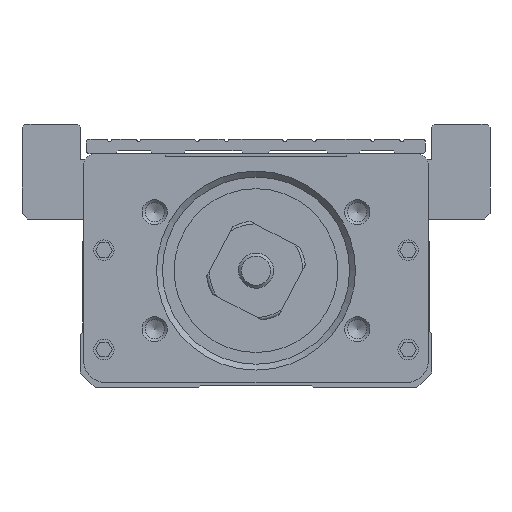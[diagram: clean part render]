
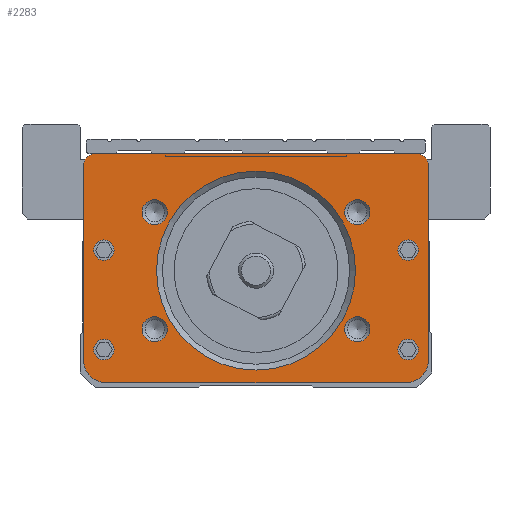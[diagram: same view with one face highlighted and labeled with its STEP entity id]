
A CAD part, front view. The second image highlights one B-rep face of the part: STEP entity #2283.
In plain terms, the highlighted face is planar.
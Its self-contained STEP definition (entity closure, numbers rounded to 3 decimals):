
#622=FACE_BOUND('',#5231,.T.);
#623=FACE_BOUND('',#5232,.T.);
#624=FACE_BOUND('',#5233,.T.);
#625=FACE_BOUND('',#5234,.T.);
#626=FACE_BOUND('',#5235,.T.);
#627=FACE_BOUND('',#5236,.T.);
#628=FACE_BOUND('',#5237,.T.);
#629=FACE_BOUND('',#5238,.T.);
#630=FACE_BOUND('',#5239,.T.);
#631=FACE_BOUND('',#5240,.T.);
#1514=CIRCLE('',#21297,4.);
#1516=CIRCLE('',#21301,4.);
#1527=CIRCLE('',#21325,2.);
#1528=CIRCLE('',#21327,2.);
#1530=CIRCLE('',#21331,2.15);
#1531=CIRCLE('',#21332,2.15);
#1532=CIRCLE('',#21333,2.15);
#1533=CIRCLE('',#21334,2.15);
#1534=CIRCLE('',#21335,17.);
#1535=CIRCLE('',#21336,1.75);
#1536=CIRCLE('',#21337,1.75);
#1537=CIRCLE('',#21338,1.75);
#1538=CIRCLE('',#21339,1.75);
#2283=ADVANCED_FACE('',(#622,#623,#624,#625,#626,#627,#628,#629,#630,#631),
#3440,.F.);
#3440=PLANE('',#21340);
#5231=EDGE_LOOP('',(#7380));
#5232=EDGE_LOOP('',(#7381));
#5233=EDGE_LOOP('',(#7382));
#5234=EDGE_LOOP('',(#7383));
#5235=EDGE_LOOP('',(#7384));
#5236=EDGE_LOOP('',(#7385));
#5237=EDGE_LOOP('',(#7386));
#5238=EDGE_LOOP('',(#7387));
#5239=EDGE_LOOP('',(#7388));
#5240=EDGE_LOOP('',(#7389,#7390,#7391,#7392,#7393,#7394,#7395,#7396));
#7380=ORIENTED_EDGE('',*,*,#14739,.T.);
#7381=ORIENTED_EDGE('',*,*,#14740,.T.);
#7382=ORIENTED_EDGE('',*,*,#14741,.T.);
#7383=ORIENTED_EDGE('',*,*,#14742,.T.);
#7384=ORIENTED_EDGE('',*,*,#14743,.T.);
#7385=ORIENTED_EDGE('',*,*,#14744,.T.);
#7386=ORIENTED_EDGE('',*,*,#14745,.T.);
#7387=ORIENTED_EDGE('',*,*,#14746,.T.);
#7388=ORIENTED_EDGE('',*,*,#14747,.T.);
#7389=ORIENTED_EDGE('',*,*,#14722,.F.);
#7390=ORIENTED_EDGE('',*,*,#14676,.F.);
#7391=ORIENTED_EDGE('',*,*,#14697,.F.);
#7392=ORIENTED_EDGE('',*,*,#14737,.F.);
#7393=ORIENTED_EDGE('',*,*,#14632,.F.);
#7394=ORIENTED_EDGE('',*,*,#14736,.F.);
#7395=ORIENTED_EDGE('',*,*,#14695,.F.);
#7396=ORIENTED_EDGE('',*,*,#14684,.F.);
#12591=VERTEX_POINT('',#29885);
#12592=VERTEX_POINT('',#29887);
#12632=VERTEX_POINT('',#29973);
#12633=VERTEX_POINT('',#29975);
#12640=VERTEX_POINT('',#29991);
#12641=VERTEX_POINT('',#29993);
#12646=VERTEX_POINT('',#30006);
#12650=VERTEX_POINT('',#30017);
#12675=VERTEX_POINT('',#30098);
#12676=VERTEX_POINT('',#30100);
#12677=VERTEX_POINT('',#30102);
#12678=VERTEX_POINT('',#30104);
#12679=VERTEX_POINT('',#30106);
#12680=VERTEX_POINT('',#30108);
#12681=VERTEX_POINT('',#30110);
#12682=VERTEX_POINT('',#30112);
#12683=VERTEX_POINT('',#30114);
#14632=EDGE_CURVE('',#12591,#12592,#17356,.T.);
#14676=EDGE_CURVE('',#12632,#12633,#1514,.T.);
#14684=EDGE_CURVE('',#12640,#12641,#1516,.T.);
#14695=EDGE_CURVE('',#12641,#12646,#17402,.T.);
#14697=EDGE_CURVE('',#12650,#12632,#17404,.T.);
#14722=EDGE_CURVE('',#12633,#12640,#17424,.T.);
#14736=EDGE_CURVE('',#12646,#12591,#1527,.T.);
#14737=EDGE_CURVE('',#12592,#12650,#1528,.T.);
#14739=EDGE_CURVE('',#12675,#12675,#1530,.T.);
#14740=EDGE_CURVE('',#12676,#12676,#1531,.T.);
#14741=EDGE_CURVE('',#12677,#12677,#1532,.T.);
#14742=EDGE_CURVE('',#12678,#12678,#1533,.T.);
#14743=EDGE_CURVE('',#12679,#12679,#1534,.T.);
#14744=EDGE_CURVE('',#12680,#12680,#1535,.T.);
#14745=EDGE_CURVE('',#12681,#12681,#1536,.T.);
#14746=EDGE_CURVE('',#12682,#12682,#1537,.T.);
#14747=EDGE_CURVE('',#12683,#12683,#1538,.T.);
#17356=LINE('',#29886,#19343);
#17402=LINE('',#30014,#19389);
#17404=LINE('',#30018,#19391);
#17424=LINE('',#30068,#19411);
#19343=VECTOR('',#23690,1.);
#19389=VECTOR('',#23784,1.);
#19391=VECTOR('',#23788,1.);
#19411=VECTOR('',#23834,1.);
#21297=AXIS2_PLACEMENT_3D('',#29974,#23754,#23755);
#21301=AXIS2_PLACEMENT_3D('',#29992,#23768,#23769);
#21325=AXIS2_PLACEMENT_3D('',#30091,#23857,#23858);
#21327=AXIS2_PLACEMENT_3D('',#30093,#23861,#23862);
#21331=AXIS2_PLACEMENT_3D('',#30097,#23869,#23870);
#21332=AXIS2_PLACEMENT_3D('',#30099,#23871,#23872);
#21333=AXIS2_PLACEMENT_3D('',#30101,#23873,#23874);
#21334=AXIS2_PLACEMENT_3D('',#30103,#23875,#23876);
#21335=AXIS2_PLACEMENT_3D('',#30105,#23877,#23878);
#21336=AXIS2_PLACEMENT_3D('',#30107,#23879,#23880);
#21337=AXIS2_PLACEMENT_3D('',#30109,#23881,#23882);
#21338=AXIS2_PLACEMENT_3D('',#30111,#23883,#23884);
#21339=AXIS2_PLACEMENT_3D('',#30113,#23885,#23886);
#21340=AXIS2_PLACEMENT_3D('',#30115,#23887,#23888);
#23690=DIRECTION('',(1.,0.,0.));
#23754=DIRECTION('',(0.,1.,0.));
#23755=DIRECTION('',(1.,0.,0.));
#23768=DIRECTION('',(0.,1.,0.));
#23769=DIRECTION('',(1.,0.,0.));
#23784=DIRECTION('',(0.,0.,1.));
#23788=DIRECTION('',(0.,0.,-1.));
#23834=DIRECTION('',(-1.,0.,0.));
#23857=DIRECTION('',(0.,1.,0.));
#23858=DIRECTION('',(0.,0.,1.));
#23861=DIRECTION('',(0.,1.,0.));
#23862=DIRECTION('',(0.,0.,1.));
#23869=DIRECTION('',(0.,1.,0.));
#23870=DIRECTION('',(0.,0.,1.));
#23871=DIRECTION('',(0.,1.,0.));
#23872=DIRECTION('',(0.,0.,1.));
#23873=DIRECTION('',(0.,1.,0.));
#23874=DIRECTION('',(0.,0.,1.));
#23875=DIRECTION('',(0.,1.,0.));
#23876=DIRECTION('',(0.,0.,1.));
#23877=DIRECTION('',(0.,1.,0.));
#23878=DIRECTION('',(0.,0.,1.));
#23879=DIRECTION('',(0.,1.,0.));
#23880=DIRECTION('',(0.,0.,1.));
#23881=DIRECTION('',(0.,1.,0.));
#23882=DIRECTION('',(0.,0.,1.));
#23883=DIRECTION('',(0.,1.,0.));
#23884=DIRECTION('',(0.,0.,1.));
#23885=DIRECTION('',(0.,1.,0.));
#23886=DIRECTION('',(0.,0.,1.));
#23887=DIRECTION('',(0.,1.,0.));
#23888=DIRECTION('',(0.,0.,-1.));
#29885=CARTESIAN_POINT('',(-27.5,-130.762,38.));
#29886=CARTESIAN_POINT('',(-25.5,-130.762,38.));
#29887=CARTESIAN_POINT('',(27.5,-130.762,38.));
#29973=CARTESIAN_POINT('',(29.5,-130.762,2.8));
#29974=CARTESIAN_POINT('',(25.5,-130.762,2.8));
#29975=CARTESIAN_POINT('',(25.5,-130.762,-1.2));
#29991=CARTESIAN_POINT('',(-25.5,-130.762,-1.2));
#29992=CARTESIAN_POINT('',(-25.5,-130.762,2.8));
#29993=CARTESIAN_POINT('',(-29.5,-130.762,2.8));
#30006=CARTESIAN_POINT('',(-29.5,-130.762,36.));
#30014=CARTESIAN_POINT('',(-29.5,-130.762,2.8));
#30017=CARTESIAN_POINT('',(29.5,-130.762,36.));
#30018=CARTESIAN_POINT('',(29.5,-130.762,39.));
#30068=CARTESIAN_POINT('',(25.5,-130.762,-1.2));
#30091=CARTESIAN_POINT('',(-27.5,-130.762,36.));
#30093=CARTESIAN_POINT('',(27.5,-130.762,36.));
#30097=CARTESIAN_POINT('',(-17.321,-130.762,28.));
#30098=CARTESIAN_POINT('',(-17.321,-130.762,30.15));
#30099=CARTESIAN_POINT('',(17.321,-130.762,8.));
#30100=CARTESIAN_POINT('',(17.321,-130.762,10.15));
#30101=CARTESIAN_POINT('',(17.321,-130.762,28.));
#30102=CARTESIAN_POINT('',(17.321,-130.762,30.15));
#30103=CARTESIAN_POINT('',(-17.321,-130.762,8.));
#30104=CARTESIAN_POINT('',(-17.321,-130.762,10.15));
#30105=CARTESIAN_POINT('',(0.,-130.762,18.));
#30106=CARTESIAN_POINT('',(0.,-130.762,35.));
#30107=CARTESIAN_POINT('',(-26.,-130.762,21.5));
#30108=CARTESIAN_POINT('',(-26.,-130.762,23.25));
#30109=CARTESIAN_POINT('',(-26.,-130.762,4.5));
#30110=CARTESIAN_POINT('',(-26.,-130.762,6.25));
#30111=CARTESIAN_POINT('',(26.,-130.762,4.5));
#30112=CARTESIAN_POINT('',(26.,-130.762,6.25));
#30113=CARTESIAN_POINT('',(26.,-130.762,21.5));
#30114=CARTESIAN_POINT('',(26.,-130.762,23.25));
#30115=CARTESIAN_POINT('',(-25.5,-130.762,2.8));
